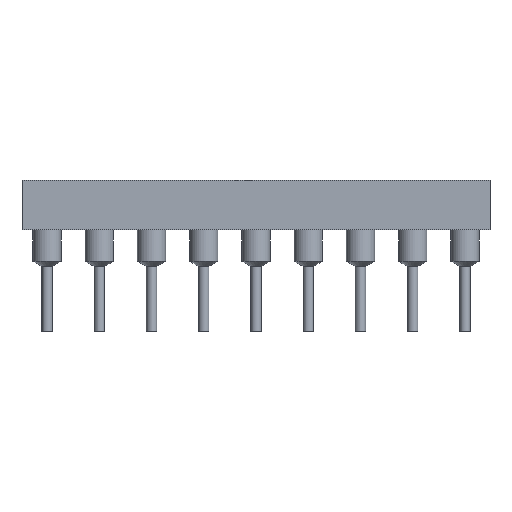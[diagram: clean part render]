
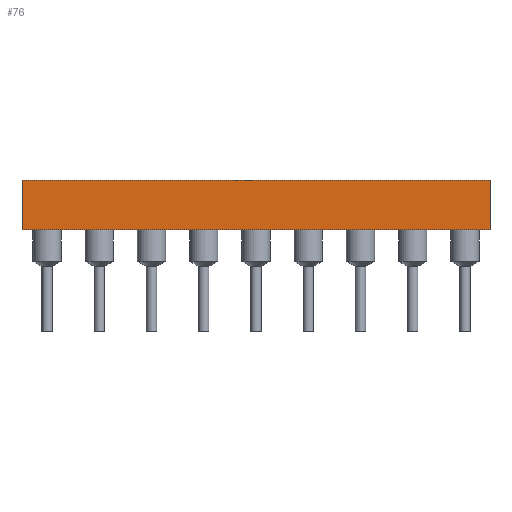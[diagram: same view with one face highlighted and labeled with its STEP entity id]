
A CAD part, front view. The second image highlights one B-rep face of the part: STEP entity #76.
In plain terms, the highlighted planar face has unit normal (0, -1, 0).
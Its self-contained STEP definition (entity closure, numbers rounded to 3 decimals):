
#76=ADVANCED_FACE('',(#447),#448,.T.);
#447=FACE_OUTER_BOUND('',#1107,.T.);
#448=PLANE('',#1108);
#1107=EDGE_LOOP('',(#2015,#2016,#2017,#2018));
#1108=AXIS2_PLACEMENT_3D('',#2019,#2020,#2021);
#2015=ORIENTED_EDGE('',*,*,#4014,.T.);
#2016=ORIENTED_EDGE('',*,*,#3953,.T.);
#2017=ORIENTED_EDGE('',*,*,#4003,.F.);
#2018=ORIENTED_EDGE('',*,*,#3871,.F.);
#2019=CARTESIAN_POINT('',(-11.379,-5.029,0.0));
#2020=DIRECTION('',(0.0,-1.0,0.0));
#2021=DIRECTION('',(0.0,0.0,-1.0));
#3871=EDGE_CURVE('',#4530,#4532,#4533,.T.);
#3953=EDGE_CURVE('',#4681,#4679,#4682,.T.);
#4003=EDGE_CURVE('',#4532,#4679,#4775,.T.);
#4014=EDGE_CURVE('',#4530,#4681,#4786,.T.);
#4530=VERTEX_POINT('',#5569);
#4532=VERTEX_POINT('',#5572);
#4533=LINE('',#5573,#5574);
#4679=VERTEX_POINT('',#5756);
#4681=VERTEX_POINT('',#5759);
#4682=LINE('',#5760,#5761);
#4775=LINE('',#5862,#5863);
#4786=LINE('',#5884,#5885);
#5569=CARTESIAN_POINT('',(-11.379,-5.029,0.0));
#5572=CARTESIAN_POINT('',(11.379,-5.029,0.0));
#5573=CARTESIAN_POINT('',(-11.379,-5.029,0.0));
#5574=VECTOR('',#6862,22.758);
#5756=CARTESIAN_POINT('',(11.379,-5.029,-2.413));
#5759=CARTESIAN_POINT('',(-11.379,-5.029,-2.413));
#5760=CARTESIAN_POINT('',(-11.379,-5.029,-2.413));
#5761=VECTOR('',#7032,22.758);
#5862=CARTESIAN_POINT('',(11.379,-5.029,0.0));
#5863=VECTOR('',#7164,2.413);
#5884=CARTESIAN_POINT('',(-11.379,-5.029,0.0));
#5885=VECTOR('',#7175,2.413);
#6862=DIRECTION('',(1.0,0.0,0.0));
#7032=DIRECTION('',(1.0,0.0,0.0));
#7164=DIRECTION('',(0.0,0.0,-1.0));
#7175=DIRECTION('',(0.0,0.0,-1.0));
